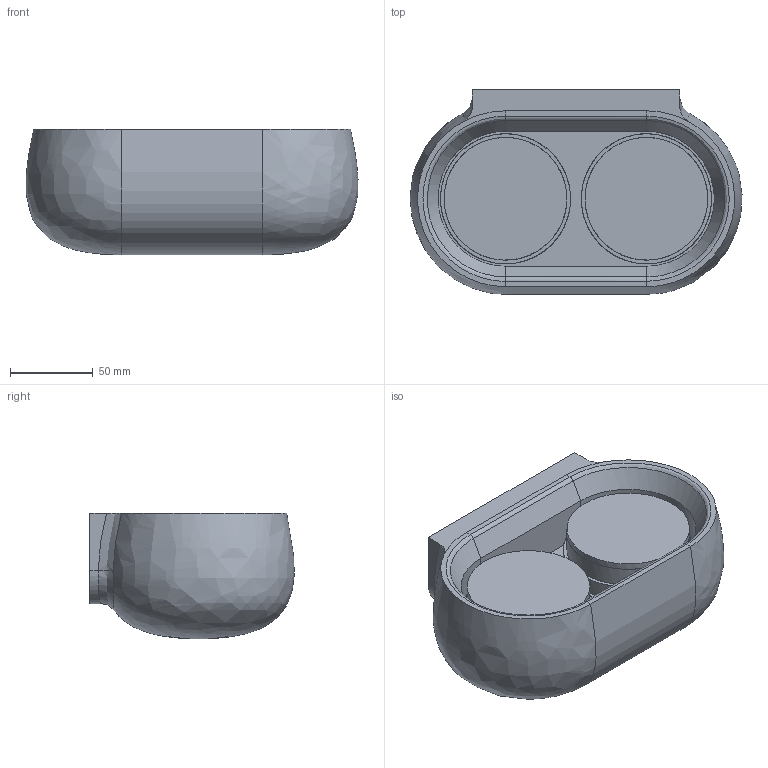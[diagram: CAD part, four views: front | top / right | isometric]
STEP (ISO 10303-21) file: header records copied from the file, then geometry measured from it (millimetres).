
FILE_DESCRIPTION(/* description */ (''),/* implementation_level */ '2;1');
FILE_NAME(/* name */ 'T461-T463_Mysia_Parete_2Luci',/* time_stamp */ '2023-09-20T10:36:48+02:00',/* author */ (''),/* organization */ (''),/* preprocessor_version */ 'ST-DEVELOPER v16.5',/* originating_system */ 'Rhino 7.20',/* authorisation */ '');
FILE_SCHEMA (('CONFIG_CONTROL_DESIGN'));
Length unit declared in the file: millimetre
Products named in the file (1): Document
Bounding box: 200.27 x 123.27 x 75.82 mm (x, y, z)
Volume: 34405.2 mm3; surface area: 168464.7 mm2
Topology: 2 solids, 180 shells, 220 faces, 959 edges, 924 vertices
Faces by surface type: cylinder 105, plane 100, bspline 15
Entity records: 10105 total; most frequent: CARTESIAN_POINT 4940, ORIENTED_EDGE 1032, EDGE_CURVE 949, VERTEX_POINT 908, B_SPLINE_CURVE_WITH_KNOTS 449, EDGE_LOOP 264, ADVANCED_FACE 220, FACE_OUTER_BOUND 220
